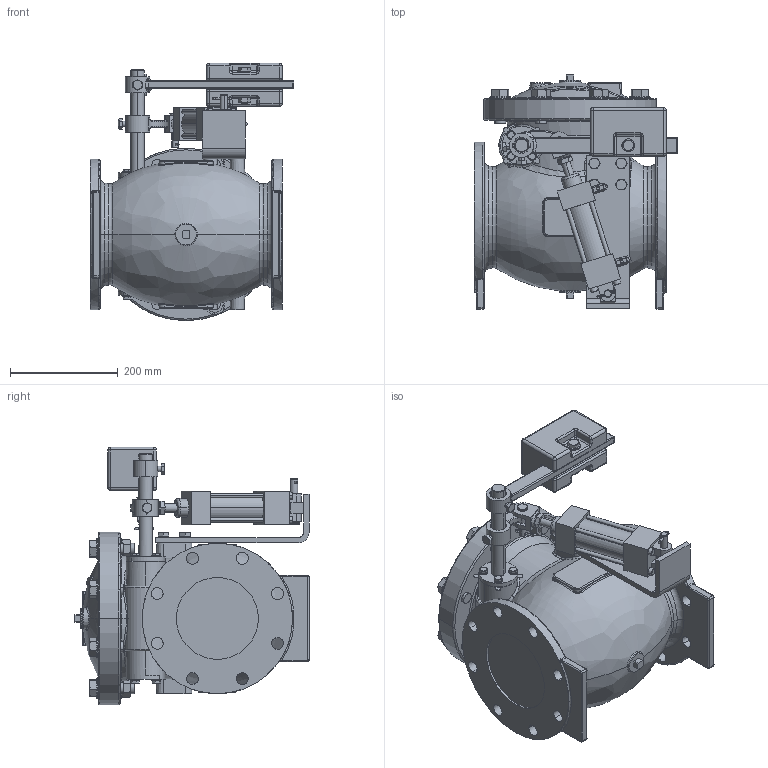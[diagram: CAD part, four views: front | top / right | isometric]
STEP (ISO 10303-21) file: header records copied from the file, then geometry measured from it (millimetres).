
FILE_DESCRIPTION((''),'2;1');
FILE_NAME('7806AC_SW0001','2023-10-25T13:17:23',('jlesh'),(''),'CREO PARAMETRIC BY PTC INC, 2023072','CREO PARAMETRIC BY PTC INC, 2023072','');
FILE_SCHEMA(('AUTOMOTIVE_DESIGN { 1 0 10303 214 1 1 1 1 }'));
Products named in the file (1): 7806AC_SW0001
Bounding box: 378 x 434.16 x 477.5 mm (x, y, z)
Volume: 26396519.8 mm3; surface area: 1078738.6 mm2
Topology: 4 solids, 5 shells, 1675 faces, 3952 edges, 2370 vertices
Faces by surface type: plane 620, cylinder 459, cone 275, bspline 177, torus 124, sphere 20
Entity records: 74313 total; most frequent: CARTESIAN_POINT 29804, ORIENTED_EDGE 7870, DIRECTION 7760, EDGE_CURVE 3935, AXIS2_PLACEMENT_3D 3163, VERTEX_POINT 2366, EDGE_LOOP 1873, FACE_OUTER_BOUND 1675
